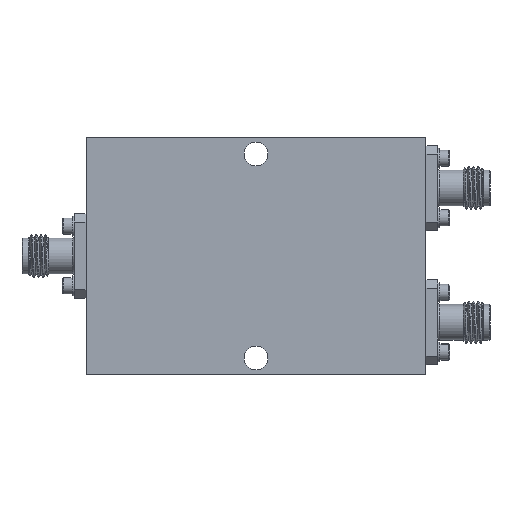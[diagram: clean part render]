
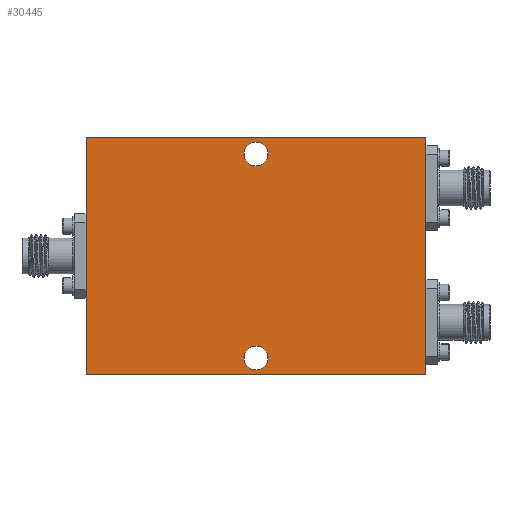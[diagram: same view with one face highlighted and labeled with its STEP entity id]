
A CAD part, front view. The second image highlights one B-rep face of the part: STEP entity #30445.
In plain terms, the highlighted planar face has unit normal (0, -1, 0).
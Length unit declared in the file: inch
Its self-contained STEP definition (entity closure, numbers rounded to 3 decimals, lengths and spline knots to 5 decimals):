
#459 = LINE ( 'NONE', #2179, #29501 ) ;
#498 = EDGE_CURVE ( 'NONE', #33285, #30201, #459, .T. ) ;
#860 = CARTESIAN_POINT ( 'NONE',  ( 0., -0.36417, -0.6 ) ) ;
#1293 = VERTEX_POINT ( 'NONE', #38038 ) ;
#1379 = FACE_OUTER_BOUND ( 'NONE', #9030, .T. ) ;
#1908 = AXIS2_PLACEMENT_3D ( 'NONE', #860, #26990, #35883 ) ;
#2179 = CARTESIAN_POINT ( 'NONE',  ( 1., -0.36417, 0.7 ) ) ;
#3136 = VERTEX_POINT ( 'NONE', #4884 ) ;
#3491 = DIRECTION ( 'NONE',  ( 0., 0., 1. ) ) ;
#3604 = ORIENTED_EDGE ( 'NONE', *, *, #18779, .T. ) ;
#3667 = VERTEX_POINT ( 'NONE', #5285 ) ;
#4019 = AXIS2_PLACEMENT_3D ( 'NONE', #28653, #13180, #37859 ) ;
#4328 = EDGE_CURVE ( 'NONE', #3136, #33285, #21875, .T. ) ;
#4392 = DIRECTION ( 'NONE',  ( 0., 0., 1. ) ) ;
#4641 = VECTOR ( 'NONE', #38036, 39.37008 ) ;
#4884 = CARTESIAN_POINT ( 'NONE',  ( -1., -0.36417, 0.7 ) ) ;
#5035 = FACE_BOUND ( 'NONE', #21804, .T. ) ;
#5145 = CARTESIAN_POINT ( 'NONE',  ( 0., -0.36417, -0.53 ) ) ;
#5285 = CARTESIAN_POINT ( 'NONE',  ( 0., -0.36417, 0.67 ) ) ;
#5300 = AXIS2_PLACEMENT_3D ( 'NONE', #14541, #5820, #20354 ) ;
#5331 = ORIENTED_EDGE ( 'NONE', *, *, #498, .F. ) ;
#5820 = DIRECTION ( 'NONE',  ( 0., 1., 0. ) ) ;
#6058 = VERTEX_POINT ( 'NONE', #26217 ) ;
#7125 = EDGE_LOOP ( 'NONE', ( #25295, #25915 ) ) ;
#8776 = CIRCLE ( 'NONE', #32899, 0.07 ) ;
#8964 = VECTOR ( 'NONE', #4392, 39.37008 ) ;
#9030 = EDGE_LOOP ( 'NONE', ( #5331, #15489, #36570, #21368 ) ) ;
#9335 = CIRCLE ( 'NONE', #1908, 0.07 ) ;
#9810 = CARTESIAN_POINT ( 'NONE',  ( 0., -0.36417, 0.6 ) ) ;
#11314 = LINE ( 'NONE', #26400, #4641 ) ;
#11461 = CIRCLE ( 'NONE', #5300, 0.07 ) ;
#12592 = DIRECTION ( 'NONE',  ( 0., 1., 0. ) ) ;
#13180 = DIRECTION ( 'NONE',  ( 0., -1., 0. ) ) ;
#13983 = DIRECTION ( 'NONE',  ( 0., 0., -1. ) ) ;
#14541 = CARTESIAN_POINT ( 'NONE',  ( 0., -0.36417, 0.6 ) ) ;
#15489 = ORIENTED_EDGE ( 'NONE', *, *, #4328, .F. ) ;
#16552 = EDGE_CURVE ( 'NONE', #30201, #28036, #11314, .T. ) ;
#16599 = CARTESIAN_POINT ( 'NONE',  ( -1., -0.36417, 0.7 ) ) ;
#16849 = PLANE ( 'NONE',  #4019 ) ;
#18779 = EDGE_CURVE ( 'NONE', #1293, #3667, #29707, .T. ) ;
#19953 = EDGE_CURVE ( 'NONE', #24723, #6058, #9335, .T. ) ;
#20354 = DIRECTION ( 'NONE',  ( 0., 0., 1. ) ) ;
#21368 = ORIENTED_EDGE ( 'NONE', *, *, #16552, .F. ) ;
#21635 = DIRECTION ( 'NONE',  ( 0., 0., 1. ) ) ;
#21804 = EDGE_LOOP ( 'NONE', ( #3604, #25704 ) ) ;
#21828 = DIRECTION ( 'NONE',  ( 0., 1., 0. ) ) ;
#21875 = LINE ( 'NONE', #36177, #32761 ) ;
#22067 = EDGE_CURVE ( 'NONE', #6058, #24723, #8776, .T. ) ;
#24723 = VERTEX_POINT ( 'NONE', #5145 ) ;
#25295 = ORIENTED_EDGE ( 'NONE', *, *, #22067, .T. ) ;
#25704 = ORIENTED_EDGE ( 'NONE', *, *, #31423, .T. ) ;
#25915 = ORIENTED_EDGE ( 'NONE', *, *, #19953, .T. ) ;
#26217 = CARTESIAN_POINT ( 'NONE',  ( 0., -0.36417, -0.67 ) ) ;
#26400 = CARTESIAN_POINT ( 'NONE',  ( -1., -0.36417, -0.7 ) ) ;
#26880 = DIRECTION ( 'NONE',  ( 1., 0., 0. ) ) ;
#26990 = DIRECTION ( 'NONE',  ( 0., 1., 0. ) ) ;
#28036 = VERTEX_POINT ( 'NONE', #36813 ) ;
#28653 = CARTESIAN_POINT ( 'NONE',  ( 0., -0.36417, 0. ) ) ;
#29501 = VECTOR ( 'NONE', #13983, 39.37008 ) ;
#29707 = CIRCLE ( 'NONE', #32796, 0.07 ) ;
#30201 = VERTEX_POINT ( 'NONE', #31244 ) ;
#30445 = ADVANCED_FACE ( 'NONE', ( #1379, #31559, #5035 ), #16849, .T. ) ;
#31114 = LINE ( 'NONE', #16599, #8964 ) ;
#31244 = CARTESIAN_POINT ( 'NONE',  ( 1., -0.36417, -0.7 ) ) ;
#31423 = EDGE_CURVE ( 'NONE', #3667, #1293, #11461, .T. ) ;
#31559 = FACE_BOUND ( 'NONE', #7125, .T. ) ;
#32420 = EDGE_CURVE ( 'NONE', #28036, #3136, #31114, .T. ) ;
#32761 = VECTOR ( 'NONE', #26880, 39.37008 ) ;
#32796 = AXIS2_PLACEMENT_3D ( 'NONE', #9810, #21828, #21635 ) ;
#32899 = AXIS2_PLACEMENT_3D ( 'NONE', #36395, #12592, #3491 ) ;
#33285 = VERTEX_POINT ( 'NONE', #35590 ) ;
#35590 = CARTESIAN_POINT ( 'NONE',  ( 1., -0.36417, 0.7 ) ) ;
#35883 = DIRECTION ( 'NONE',  ( 0., 0., 1. ) ) ;
#36177 = CARTESIAN_POINT ( 'NONE',  ( -1., -0.36417, 0.7 ) ) ;
#36395 = CARTESIAN_POINT ( 'NONE',  ( 0., -0.36417, -0.6 ) ) ;
#36570 = ORIENTED_EDGE ( 'NONE', *, *, #32420, .F. ) ;
#36813 = CARTESIAN_POINT ( 'NONE',  ( -1., -0.36417, -0.7 ) ) ;
#37859 = DIRECTION ( 'NONE',  ( 0., 0., -1. ) ) ;
#38036 = DIRECTION ( 'NONE',  ( -1., 0., 0. ) ) ;
#38038 = CARTESIAN_POINT ( 'NONE',  ( 0., -0.36417, 0.53 ) ) ;
